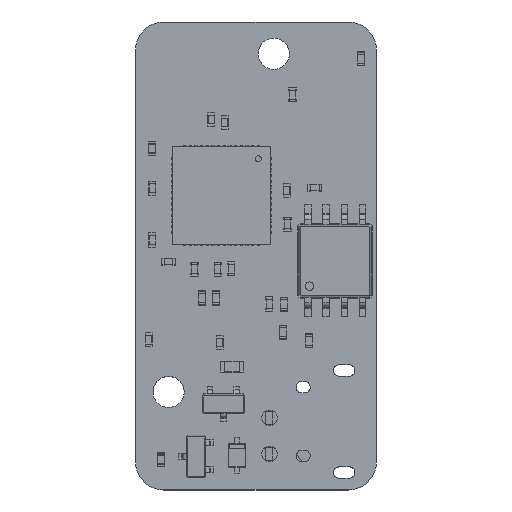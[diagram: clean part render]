
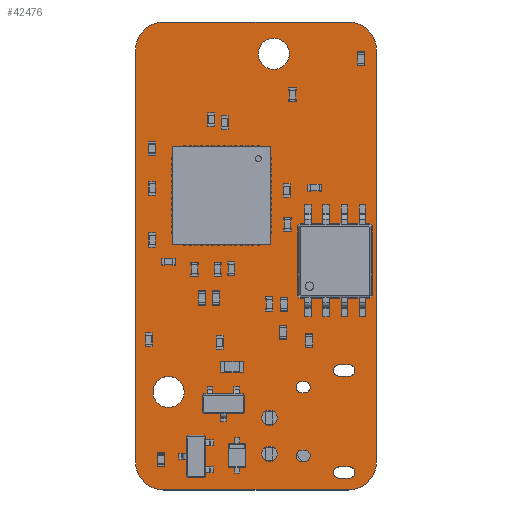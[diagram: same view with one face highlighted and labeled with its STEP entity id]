
A CAD part, top view. The second image highlights one B-rep face of the part: STEP entity #42476.
In plain terms, the highlighted planar face has unit normal (0, 0, 1).
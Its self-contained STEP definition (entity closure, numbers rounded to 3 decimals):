
#42139 = VERTEX_POINT('',#42140);
#42140 = CARTESIAN_POINT('',(15.,33.,1.6));
#42146 = EDGE_CURVE('',#42139,#42147,#42149,.T.);
#42147 = VERTEX_POINT('',#42148);
#42148 = CARTESIAN_POINT('',(17.,31.,1.6));
#42149 = CIRCLE('',#42150,2.);
#42150 = AXIS2_PLACEMENT_3D('',#42151,#42152,#42153);
#42151 = CARTESIAN_POINT('',(15.,31.,1.6));
#42152 = DIRECTION('',(0.,0.,-1.));
#42153 = DIRECTION('',(0.,1.,0.));
#42181 = VERTEX_POINT('',#42182);
#42182 = CARTESIAN_POINT('',(2.,33.,1.6));
#42188 = EDGE_CURVE('',#42181,#42139,#42189,.T.);
#42189 = LINE('',#42190,#42191);
#42190 = CARTESIAN_POINT('',(2.,33.,1.6));
#42191 = VECTOR('',#42192,1.);
#42192 = DIRECTION('',(1.,0.,0.));
#42210 = EDGE_CURVE('',#42147,#42211,#42213,.T.);
#42211 = VERTEX_POINT('',#42212);
#42212 = CARTESIAN_POINT('',(17.,2.,1.6));
#42213 = LINE('',#42214,#42215);
#42214 = CARTESIAN_POINT('',(17.,31.,1.6));
#42215 = VECTOR('',#42216,1.);
#42216 = DIRECTION('',(0.,-1.,0.));
#42476 = ADVANCED_FACE('',(#42477,#42523,#42559,#42595,#42631,#42642,
    #42678,#42689,#42700),#42711,.F.);
#42477 = FACE_BOUND('',#42478,.F.);
#42478 = EDGE_LOOP('',(#42479,#42480,#42481,#42490,#42498,#42507,#42515,
    #42522));
#42479 = ORIENTED_EDGE('',*,*,#42146,.T.);
#42480 = ORIENTED_EDGE('',*,*,#42210,.T.);
#42481 = ORIENTED_EDGE('',*,*,#42482,.T.);
#42482 = EDGE_CURVE('',#42211,#42483,#42485,.T.);
#42483 = VERTEX_POINT('',#42484);
#42484 = CARTESIAN_POINT('',(15.,0.,1.6));
#42485 = CIRCLE('',#42486,2.);
#42486 = AXIS2_PLACEMENT_3D('',#42487,#42488,#42489);
#42487 = CARTESIAN_POINT('',(15.,2.,1.6));
#42488 = DIRECTION('',(0.,0.,-1.));
#42489 = DIRECTION('',(1.,0.,0.));
#42490 = ORIENTED_EDGE('',*,*,#42491,.T.);
#42491 = EDGE_CURVE('',#42483,#42492,#42494,.T.);
#42492 = VERTEX_POINT('',#42493);
#42493 = CARTESIAN_POINT('',(2.,0.,1.6));
#42494 = LINE('',#42495,#42496);
#42495 = CARTESIAN_POINT('',(15.,0.,1.6));
#42496 = VECTOR('',#42497,1.);
#42497 = DIRECTION('',(-1.,0.,0.));
#42498 = ORIENTED_EDGE('',*,*,#42499,.T.);
#42499 = EDGE_CURVE('',#42492,#42500,#42502,.T.);
#42500 = VERTEX_POINT('',#42501);
#42501 = CARTESIAN_POINT('',(0.,2.,1.6));
#42502 = CIRCLE('',#42503,2.);
#42503 = AXIS2_PLACEMENT_3D('',#42504,#42505,#42506);
#42504 = CARTESIAN_POINT('',(2.,2.,1.6));
#42505 = DIRECTION('',(0.,0.,-1.));
#42506 = DIRECTION('',(0.,-1.,0.));
#42507 = ORIENTED_EDGE('',*,*,#42508,.T.);
#42508 = EDGE_CURVE('',#42500,#42509,#42511,.T.);
#42509 = VERTEX_POINT('',#42510);
#42510 = CARTESIAN_POINT('',(0.,31.,1.6));
#42511 = LINE('',#42512,#42513);
#42512 = CARTESIAN_POINT('',(0.,2.,1.6));
#42513 = VECTOR('',#42514,1.);
#42514 = DIRECTION('',(0.,1.,0.));
#42515 = ORIENTED_EDGE('',*,*,#42516,.T.);
#42516 = EDGE_CURVE('',#42509,#42181,#42517,.T.);
#42517 = CIRCLE('',#42518,2.);
#42518 = AXIS2_PLACEMENT_3D('',#42519,#42520,#42521);
#42519 = CARTESIAN_POINT('',(2.,31.,1.6));
#42520 = DIRECTION('',(0.,0.,-1.));
#42521 = DIRECTION('',(-1.,0.,-0.));
#42522 = ORIENTED_EDGE('',*,*,#42188,.T.);
#42523 = FACE_BOUND('',#42524,.F.);
#42524 = EDGE_LOOP('',(#42525,#42536,#42544,#42553));
#42525 = ORIENTED_EDGE('',*,*,#42526,.F.);
#42526 = EDGE_CURVE('',#42527,#42529,#42531,.T.);
#42527 = VERTEX_POINT('',#42528);
#42528 = CARTESIAN_POINT('',(14.375,0.826,1.6));
#42529 = VERTEX_POINT('',#42530);
#42530 = CARTESIAN_POINT('',(14.375,1.626,1.6));
#42531 = CIRCLE('',#42532,0.4);
#42532 = AXIS2_PLACEMENT_3D('',#42533,#42534,#42535);
#42533 = CARTESIAN_POINT('',(14.375,1.226,1.6));
#42534 = DIRECTION('',(0.,-0.,-1.));
#42535 = DIRECTION('',(0.,1.,-0.));
#42536 = ORIENTED_EDGE('',*,*,#42537,.T.);
#42537 = EDGE_CURVE('',#42527,#42538,#42540,.T.);
#42538 = VERTEX_POINT('',#42539);
#42539 = CARTESIAN_POINT('',(15.075,0.826,1.6));
#42540 = LINE('',#42541,#42542);
#42541 = CARTESIAN_POINT('',(11.437,0.826,1.6));
#42542 = VECTOR('',#42543,1.);
#42543 = DIRECTION('',(1.,0.,0.));
#42544 = ORIENTED_EDGE('',*,*,#42545,.F.);
#42545 = EDGE_CURVE('',#42546,#42538,#42548,.T.);
#42546 = VERTEX_POINT('',#42547);
#42547 = CARTESIAN_POINT('',(15.075,1.626,1.6));
#42548 = CIRCLE('',#42549,0.4);
#42549 = AXIS2_PLACEMENT_3D('',#42550,#42551,#42552);
#42550 = CARTESIAN_POINT('',(15.075,1.226,1.6));
#42551 = DIRECTION('',(-0.,0.,-1.));
#42552 = DIRECTION('',(-0.,-1.,0.));
#42553 = ORIENTED_EDGE('',*,*,#42554,.T.);
#42554 = EDGE_CURVE('',#42546,#42529,#42555,.T.);
#42555 = LINE('',#42556,#42557);
#42556 = CARTESIAN_POINT('',(11.787,1.626,1.6));
#42557 = VECTOR('',#42558,1.);
#42558 = DIRECTION('',(-1.,0.,0.));
#42559 = FACE_BOUND('',#42560,.F.);
#42560 = EDGE_LOOP('',(#42561,#42572,#42580,#42589));
#42561 = ORIENTED_EDGE('',*,*,#42562,.F.);
#42562 = EDGE_CURVE('',#42563,#42565,#42567,.T.);
#42563 = VERTEX_POINT('',#42564);
#42564 = CARTESIAN_POINT('',(14.375,8.026,1.6));
#42565 = VERTEX_POINT('',#42566);
#42566 = CARTESIAN_POINT('',(14.375,8.826,1.6));
#42567 = CIRCLE('',#42568,0.4);
#42568 = AXIS2_PLACEMENT_3D('',#42569,#42570,#42571);
#42569 = CARTESIAN_POINT('',(14.375,8.426,1.6));
#42570 = DIRECTION('',(0.,-0.,-1.));
#42571 = DIRECTION('',(0.,1.,-0.));
#42572 = ORIENTED_EDGE('',*,*,#42573,.T.);
#42573 = EDGE_CURVE('',#42563,#42574,#42576,.T.);
#42574 = VERTEX_POINT('',#42575);
#42575 = CARTESIAN_POINT('',(15.075,8.026,1.6));
#42576 = LINE('',#42577,#42578);
#42577 = CARTESIAN_POINT('',(11.437,8.026,1.6));
#42578 = VECTOR('',#42579,1.);
#42579 = DIRECTION('',(1.,0.,0.));
#42580 = ORIENTED_EDGE('',*,*,#42581,.F.);
#42581 = EDGE_CURVE('',#42582,#42574,#42584,.T.);
#42582 = VERTEX_POINT('',#42583);
#42583 = CARTESIAN_POINT('',(15.075,8.826,1.6));
#42584 = CIRCLE('',#42585,0.4);
#42585 = AXIS2_PLACEMENT_3D('',#42586,#42587,#42588);
#42586 = CARTESIAN_POINT('',(15.075,8.426,1.6));
#42587 = DIRECTION('',(-0.,0.,-1.));
#42588 = DIRECTION('',(0.,-1.,0.));
#42589 = ORIENTED_EDGE('',*,*,#42590,.T.);
#42590 = EDGE_CURVE('',#42582,#42565,#42591,.T.);
#42591 = LINE('',#42592,#42593);
#42592 = CARTESIAN_POINT('',(11.787,8.826,1.6));
#42593 = VECTOR('',#42594,1.);
#42594 = DIRECTION('',(-1.,0.,0.));
#42595 = FACE_BOUND('',#42596,.F.);
#42596 = EDGE_LOOP('',(#42597,#42608,#42616,#42625));
#42597 = ORIENTED_EDGE('',*,*,#42598,.F.);
#42598 = EDGE_CURVE('',#42599,#42601,#42603,.T.);
#42599 = VERTEX_POINT('',#42600);
#42600 = CARTESIAN_POINT('',(11.725,2.006,1.6));
#42601 = VERTEX_POINT('',#42602);
#42602 = CARTESIAN_POINT('',(11.725,2.806,1.6));
#42603 = CIRCLE('',#42604,0.4);
#42604 = AXIS2_PLACEMENT_3D('',#42605,#42606,#42607);
#42605 = CARTESIAN_POINT('',(11.725,2.406,1.6));
#42606 = DIRECTION('',(0.,-0.,-1.));
#42607 = DIRECTION('',(0.,1.,-0.));
#42608 = ORIENTED_EDGE('',*,*,#42609,.T.);
#42609 = EDGE_CURVE('',#42599,#42610,#42612,.T.);
#42610 = VERTEX_POINT('',#42611);
#42611 = CARTESIAN_POINT('',(11.925,2.006,1.6));
#42612 = LINE('',#42613,#42614);
#42613 = CARTESIAN_POINT('',(10.112,2.006,1.6));
#42614 = VECTOR('',#42615,1.);
#42615 = DIRECTION('',(1.,0.,0.));
#42616 = ORIENTED_EDGE('',*,*,#42617,.F.);
#42617 = EDGE_CURVE('',#42618,#42610,#42620,.T.);
#42618 = VERTEX_POINT('',#42619);
#42619 = CARTESIAN_POINT('',(11.925,2.806,1.6));
#42620 = CIRCLE('',#42621,0.4);
#42621 = AXIS2_PLACEMENT_3D('',#42622,#42623,#42624);
#42622 = CARTESIAN_POINT('',(11.925,2.406,1.6));
#42623 = DIRECTION('',(-0.,0.,-1.));
#42624 = DIRECTION('',(0.,-1.,0.));
#42625 = ORIENTED_EDGE('',*,*,#42626,.T.);
#42626 = EDGE_CURVE('',#42618,#42601,#42627,.T.);
#42627 = LINE('',#42628,#42629);
#42628 = CARTESIAN_POINT('',(10.212,2.806,1.6));
#42629 = VECTOR('',#42630,1.);
#42630 = DIRECTION('',(-1.,0.,0.));
#42631 = FACE_BOUND('',#42632,.F.);
#42632 = EDGE_LOOP('',(#42633));
#42633 = ORIENTED_EDGE('',*,*,#42634,.F.);
#42634 = EDGE_CURVE('',#42635,#42635,#42637,.T.);
#42635 = VERTEX_POINT('',#42636);
#42636 = CARTESIAN_POINT('',(9.449,1.99,1.6));
#42637 = CIRCLE('',#42638,0.55);
#42638 = AXIS2_PLACEMENT_3D('',#42639,#42640,#42641);
#42639 = CARTESIAN_POINT('',(9.449,2.54,1.6));
#42640 = DIRECTION('',(-0.,0.,-1.));
#42641 = DIRECTION('',(0.,-1.,-0.));
#42642 = FACE_BOUND('',#42643,.F.);
#42643 = EDGE_LOOP('',(#42644,#42655,#42663,#42672));
#42644 = ORIENTED_EDGE('',*,*,#42645,.F.);
#42645 = EDGE_CURVE('',#42646,#42648,#42650,.T.);
#42646 = VERTEX_POINT('',#42647);
#42647 = CARTESIAN_POINT('',(11.725,6.846,1.6));
#42648 = VERTEX_POINT('',#42649);
#42649 = CARTESIAN_POINT('',(11.725,7.646,1.6));
#42650 = CIRCLE('',#42651,0.4);
#42651 = AXIS2_PLACEMENT_3D('',#42652,#42653,#42654);
#42652 = CARTESIAN_POINT('',(11.725,7.246,1.6));
#42653 = DIRECTION('',(0.,-0.,-1.));
#42654 = DIRECTION('',(0.,1.,-0.));
#42655 = ORIENTED_EDGE('',*,*,#42656,.T.);
#42656 = EDGE_CURVE('',#42646,#42657,#42659,.T.);
#42657 = VERTEX_POINT('',#42658);
#42658 = CARTESIAN_POINT('',(11.925,6.846,1.6));
#42659 = LINE('',#42660,#42661);
#42660 = CARTESIAN_POINT('',(10.112,6.846,1.6));
#42661 = VECTOR('',#42662,1.);
#42662 = DIRECTION('',(1.,0.,0.));
#42663 = ORIENTED_EDGE('',*,*,#42664,.F.);
#42664 = EDGE_CURVE('',#42665,#42657,#42667,.T.);
#42665 = VERTEX_POINT('',#42666);
#42666 = CARTESIAN_POINT('',(11.925,7.646,1.6));
#42667 = CIRCLE('',#42668,0.4);
#42668 = AXIS2_PLACEMENT_3D('',#42669,#42670,#42671);
#42669 = CARTESIAN_POINT('',(11.925,7.246,1.6));
#42670 = DIRECTION('',(-0.,0.,-1.));
#42671 = DIRECTION('',(0.,-1.,0.));
#42672 = ORIENTED_EDGE('',*,*,#42673,.T.);
#42673 = EDGE_CURVE('',#42665,#42648,#42674,.T.);
#42674 = LINE('',#42675,#42676);
#42675 = CARTESIAN_POINT('',(10.212,7.646,1.6));
#42676 = VECTOR('',#42677,1.);
#42677 = DIRECTION('',(-1.,0.,0.));
#42678 = FACE_BOUND('',#42679,.F.);
#42679 = EDGE_LOOP('',(#42680));
#42680 = ORIENTED_EDGE('',*,*,#42681,.F.);
#42681 = EDGE_CURVE('',#42682,#42682,#42684,.T.);
#42682 = VERTEX_POINT('',#42683);
#42683 = CARTESIAN_POINT('',(9.449,4.53,1.6));
#42684 = CIRCLE('',#42685,0.55);
#42685 = AXIS2_PLACEMENT_3D('',#42686,#42687,#42688);
#42686 = CARTESIAN_POINT('',(9.449,5.08,1.6));
#42687 = DIRECTION('',(-0.,0.,-1.));
#42688 = DIRECTION('',(0.,-1.,-0.));
#42689 = FACE_BOUND('',#42690,.F.);
#42690 = EDGE_LOOP('',(#42691));
#42691 = ORIENTED_EDGE('',*,*,#42692,.F.);
#42692 = EDGE_CURVE('',#42693,#42693,#42695,.T.);
#42693 = VERTEX_POINT('',#42694);
#42694 = CARTESIAN_POINT('',(2.337,5.809,1.6));
#42695 = CIRCLE('',#42696,1.1);
#42696 = AXIS2_PLACEMENT_3D('',#42697,#42698,#42699);
#42697 = CARTESIAN_POINT('',(2.337,6.909,1.6));
#42698 = DIRECTION('',(-0.,0.,-1.));
#42699 = DIRECTION('',(0.,-1.,-0.));
#42700 = FACE_BOUND('',#42701,.F.);
#42701 = EDGE_LOOP('',(#42702));
#42702 = ORIENTED_EDGE('',*,*,#42703,.F.);
#42703 = EDGE_CURVE('',#42704,#42704,#42706,.T.);
#42704 = VERTEX_POINT('',#42705);
#42705 = CARTESIAN_POINT('',(9.754,29.659,1.6));
#42706 = CIRCLE('',#42707,1.1);
#42707 = AXIS2_PLACEMENT_3D('',#42708,#42709,#42710);
#42708 = CARTESIAN_POINT('',(9.754,30.759,1.6));
#42709 = DIRECTION('',(-0.,0.,-1.));
#42710 = DIRECTION('',(-0.,-1.,0.));
#42711 = PLANE('',#42712);
#42712 = AXIS2_PLACEMENT_3D('',#42713,#42714,#42715);
#42713 = CARTESIAN_POINT('',(8.5,16.5,1.6));
#42714 = DIRECTION('',(-0.,-0.,-1.));
#42715 = DIRECTION('',(-1.,0.,0.));
